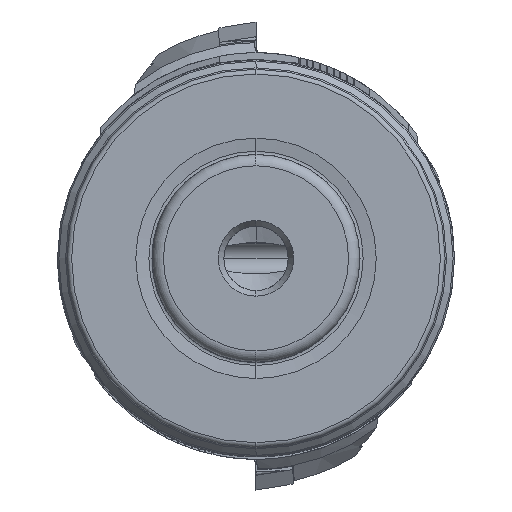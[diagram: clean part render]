
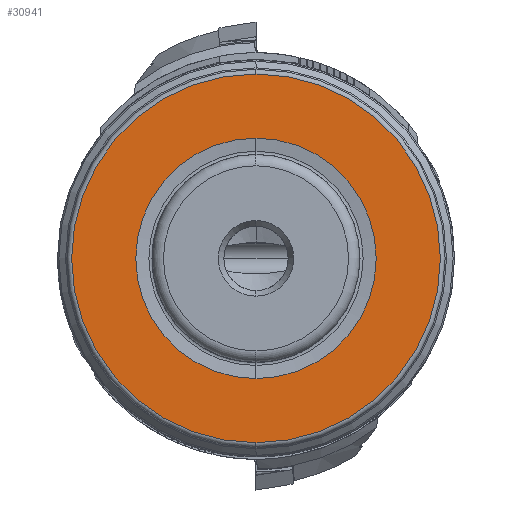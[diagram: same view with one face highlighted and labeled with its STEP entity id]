
A CAD part, left-side view. The second image highlights one B-rep face of the part: STEP entity #30941.
In plain terms, the highlighted planar face has unit normal (-1, 0, 0).
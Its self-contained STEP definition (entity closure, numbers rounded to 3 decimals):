
#353 = FACE_BOUND ( 'NONE', #9773, .T. ) ;
#843 = ORIENTED_EDGE ( 'NONE', *, *, #16448, .T. ) ;
#3932 = CARTESIAN_POINT ( 'NONE',  ( 0., 12.715, 0. ) ) ;
#4398 = VERTEX_POINT ( 'NONE', #5115 ) ;
#4601 = CARTESIAN_POINT ( 'NONE',  ( 0., 0., -12.715 ) ) ;
#5115 = CARTESIAN_POINT ( 'NONE',  ( 0., 0., 12.715 ) ) ;
#5627 = VERTEX_POINT ( 'NONE', #4601 ) ;
#6198 = DIRECTION ( 'NONE',  ( -1., 0., 0. ) ) ;
#6270 = CIRCLE ( 'NONE', #13149, 12.715 ) ;
#7000 = AXIS2_PLACEMENT_3D ( 'NONE', #46117, #21835, #50025 ) ;
#7821 = ORIENTED_EDGE ( 'NONE', *, *, #11866, .T. ) ;
#8732 = DIRECTION ( 'NONE',  ( -1., 0., 0. ) ) ;
#9773 = EDGE_LOOP ( 'NONE', ( #32023, #27474 ) ) ;
#11216 = VERTEX_POINT ( 'NONE', #51085 ) ;
#11567 = EDGE_CURVE ( 'NONE', #5627, #4398, #23084, .T. ) ;
#11866 = EDGE_CURVE ( 'NONE', #12423, #11216, #47722, .T. ) ;
#12423 = VERTEX_POINT ( 'NONE', #24859 ) ;
#13149 = AXIS2_PLACEMENT_3D ( 'NONE', #30558, #6198, #34624 ) ;
#16135 = PLANE ( 'NONE',  #50478 ) ;
#16448 = EDGE_CURVE ( 'NONE', #11216, #12423, #40649, .T. ) ;
#17464 = CARTESIAN_POINT ( 'NONE',  ( 0., 0., 0. ) ) ;
#20950 = DIRECTION ( 'NONE',  ( 0., 0., -1. ) ) ;
#21611 = DIRECTION ( 'NONE',  ( 0., 0., 1. ) ) ;
#21835 = DIRECTION ( 'NONE',  ( -1., 0., 0. ) ) ;
#23084 = CIRCLE ( 'NONE', #27926, 12.715 ) ;
#24859 = CARTESIAN_POINT ( 'NONE',  ( 0., 0., -19.5 ) ) ;
#27474 = ORIENTED_EDGE ( 'NONE', *, *, #11567, .F. ) ;
#27926 = AXIS2_PLACEMENT_3D ( 'NONE', #17464, #45876, #21611 ) ;
#30558 = CARTESIAN_POINT ( 'NONE',  ( 0., 0., 0. ) ) ;
#30941 = ADVANCED_FACE ( 'NONE', ( #353, #42177 ), #16135, .F. ) ;
#32023 = ORIENTED_EDGE ( 'NONE', *, *, #39285, .F. ) ;
#33119 = CARTESIAN_POINT ( 'NONE',  ( 0., 0., 0. ) ) ;
#34624 = DIRECTION ( 'NONE',  ( 0., 0., 1. ) ) ;
#37211 = DIRECTION ( 'NONE',  ( 0., 0., 1. ) ) ;
#39285 = EDGE_CURVE ( 'NONE', #4398, #5627, #6270, .T. ) ;
#40487 = AXIS2_PLACEMENT_3D ( 'NONE', #33119, #8732, #37211 ) ;
#40649 = CIRCLE ( 'NONE', #7000, 19.5 ) ;
#42177 = FACE_OUTER_BOUND ( 'NONE', #50237, .T. ) ;
#45241 = DIRECTION ( 'NONE',  ( 1., 0., 0. ) ) ;
#45876 = DIRECTION ( 'NONE',  ( -1., 0., 0. ) ) ;
#46117 = CARTESIAN_POINT ( 'NONE',  ( 0., 0., 0. ) ) ;
#47722 = CIRCLE ( 'NONE', #40487, 19.5 ) ;
#50025 = DIRECTION ( 'NONE',  ( 0., 0., 1. ) ) ;
#50237 = EDGE_LOOP ( 'NONE', ( #843, #7821 ) ) ;
#50478 = AXIS2_PLACEMENT_3D ( 'NONE', #3932, #45241, #20950 ) ;
#51085 = CARTESIAN_POINT ( 'NONE',  ( 0., 0., 19.5 ) ) ;
